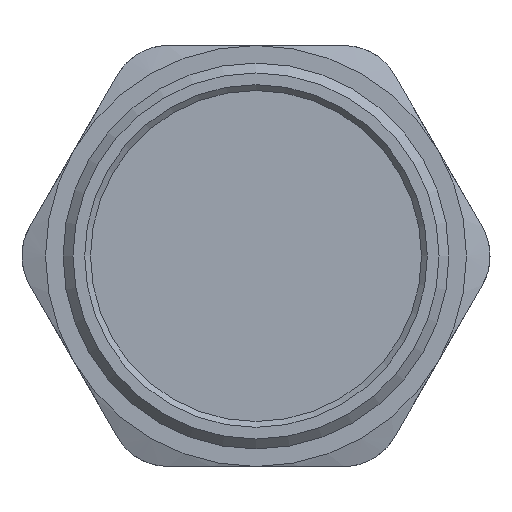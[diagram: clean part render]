
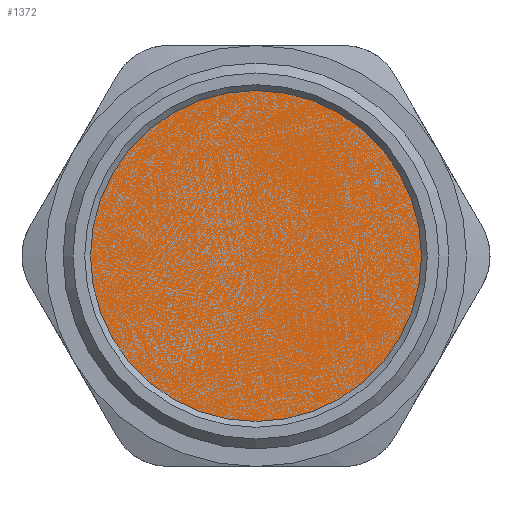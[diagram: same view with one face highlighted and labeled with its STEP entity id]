
A CAD part, front view. The second image highlights one B-rep face of the part: STEP entity #1372.
In plain terms, the highlighted planar face has unit normal (0, 1, 0).
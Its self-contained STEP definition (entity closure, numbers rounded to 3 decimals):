
#451=FACE_OUTER_BOUND('',#537,.T.);
#537=EDGE_LOOP('',(#1264));
#596=CIRCLE('',#1529,16.5);
#714=VERTEX_POINT('',#2601);
#898=EDGE_CURVE('',#714,#714,#596,.T.);
#1264=ORIENTED_EDGE('',*,*,#898,.T.);
#1294=PLANE('',#1528);
#1372=ADVANCED_FACE('',(#451),#1294,.T.);
#1528=AXIS2_PLACEMENT_3D('',#2600,#1878,#1879);
#1529=AXIS2_PLACEMENT_3D('',#2602,#1880,#1881);
#1878=DIRECTION('center_axis',(0.,1.,0.));
#1879=DIRECTION('ref_axis',(0.,0.,1.));
#1880=DIRECTION('center_axis',(0.,1.,0.));
#1881=DIRECTION('ref_axis',(-1.,0.,0.));
#2600=CARTESIAN_POINT('Origin',(-4.658,-2.404,0.));
#2601=CARTESIAN_POINT('',(-21.158,-2.404,0.));
#2602=CARTESIAN_POINT('Origin',(-4.658,-2.404,0.));
